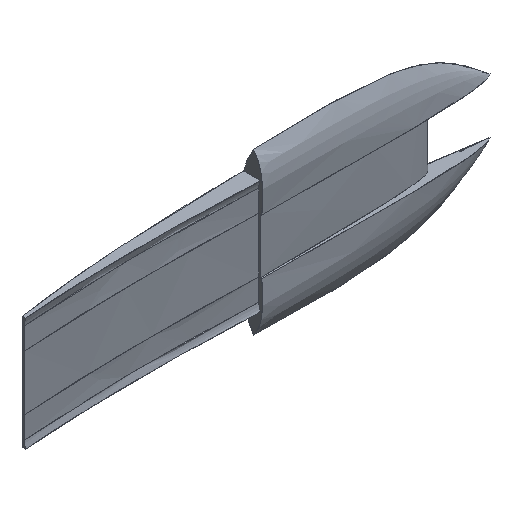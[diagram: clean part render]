
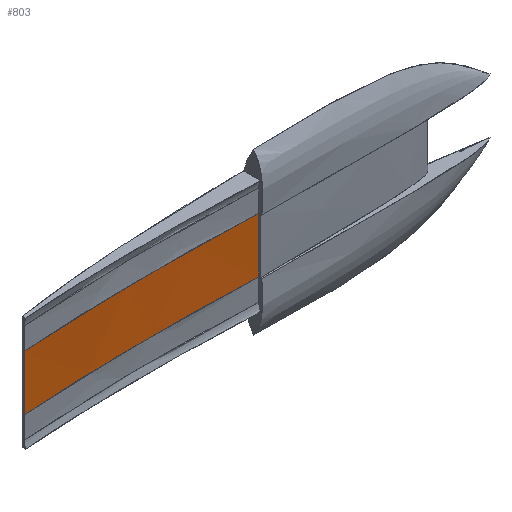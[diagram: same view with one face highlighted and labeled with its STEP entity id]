
A CAD part, isometric view. The second image highlights one B-rep face of the part: STEP entity #803.
In plain terms, the highlighted free-form (B-spline) face has degree [3, 1] with [4, 2] control points.
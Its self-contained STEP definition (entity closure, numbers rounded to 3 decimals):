
#803 = ADVANCED_FACE('',(#804),#838,.T.);
#804 = FACE_BOUND('',#805,.T.);
#805 = EDGE_LOOP('',(#806,#815,#824,#831));
#806 = ORIENTED_EDGE('',*,*,#807,.T.);
#807 = EDGE_CURVE('',#808,#810,#812,.T.);
#808 = VERTEX_POINT('',#809);
#809 = CARTESIAN_POINT('',(-638.439,-19.763,
    -74.442));
#810 = VERTEX_POINT('',#811);
#811 = CARTESIAN_POINT('',(-638.439,-19.763,
    74.442));
#812 = B_SPLINE_CURVE_WITH_KNOTS('',1,(#813,#814),.UNSPECIFIED.,.F.,.F.,
  (2,2),(0.,116.6),.PIECEWISE_BEZIER_KNOTS.);
#813 = CARTESIAN_POINT('',(-638.439,-19.763,
    -74.442));
#814 = CARTESIAN_POINT('',(-638.439,-19.763,
    74.442));
#815 = ORIENTED_EDGE('',*,*,#816,.T.);
#816 = EDGE_CURVE('',#810,#817,#819,.T.);
#817 = VERTEX_POINT('',#818);
#818 = CARTESIAN_POINT('',(0.,-14.097,74.442));
#819 = B_SPLINE_CURVE_WITH_KNOTS('',3,(#820,#821,#822,#823),
  .UNSPECIFIED.,.F.,.F.,(4,4),(0.,1.),.PIECEWISE_BEZIER_KNOTS.);
#820 = CARTESIAN_POINT('',(-638.439,-19.763,
    74.442));
#821 = CARTESIAN_POINT('',(-422.897,-5.938,
    74.442));
#822 = CARTESIAN_POINT('',(-209.781,-5.273,
    74.442));
#823 = CARTESIAN_POINT('',(0.,-14.097,74.442));
#824 = ORIENTED_EDGE('',*,*,#825,.T.);
#825 = EDGE_CURVE('',#817,#826,#828,.T.);
#826 = VERTEX_POINT('',#827);
#827 = CARTESIAN_POINT('',(0.,-14.097,-74.442));
#828 = B_SPLINE_CURVE_WITH_KNOTS('',1,(#829,#830),.UNSPECIFIED.,.F.,.F.,
  (2,2),(0.,116.6),.PIECEWISE_BEZIER_KNOTS.);
#829 = CARTESIAN_POINT('',(0.,-14.097,74.442));
#830 = CARTESIAN_POINT('',(0.,-14.097,-74.442));
#831 = ORIENTED_EDGE('',*,*,#832,.T.);
#832 = EDGE_CURVE('',#826,#808,#833,.T.);
#833 = B_SPLINE_CURVE_WITH_KNOTS('',3,(#834,#835,#836,#837),
  .UNSPECIFIED.,.F.,.F.,(4,4),(0.,1.),.PIECEWISE_BEZIER_KNOTS.);
#834 = CARTESIAN_POINT('',(0.,-14.097,-74.442));
#835 = CARTESIAN_POINT('',(-209.781,-5.273,
    -74.442));
#836 = CARTESIAN_POINT('',(-422.897,-5.938,
    -74.442));
#837 = CARTESIAN_POINT('',(-638.439,-19.763,
    -74.442));
#838 = B_SPLINE_SURFACE_WITH_KNOTS('',3,1,(
    (#839,#840)
    ,(#841,#842)
    ,(#843,#844)
    ,(#845,#846)),.UNSPECIFIED.,.F.,.F.,.F.,(4,4),(2,2),(0.,1.),(0.,1.),
  .PIECEWISE_BEZIER_KNOTS.);
#839 = CARTESIAN_POINT('',(-638.439,-19.763,
    74.442));
#840 = CARTESIAN_POINT('',(-638.439,-19.763,
    -74.442));
#841 = CARTESIAN_POINT('',(-422.897,-5.938,
    74.442));
#842 = CARTESIAN_POINT('',(-422.897,-5.938,
    -74.442));
#843 = CARTESIAN_POINT('',(-209.781,-5.273,
    74.442));
#844 = CARTESIAN_POINT('',(-209.781,-5.273,
    -74.442));
#845 = CARTESIAN_POINT('',(0.,-14.097,74.442));
#846 = CARTESIAN_POINT('',(0.,-14.097,-74.442));
